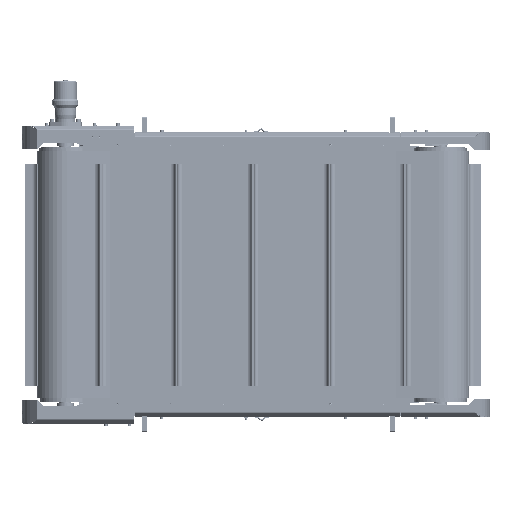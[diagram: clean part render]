
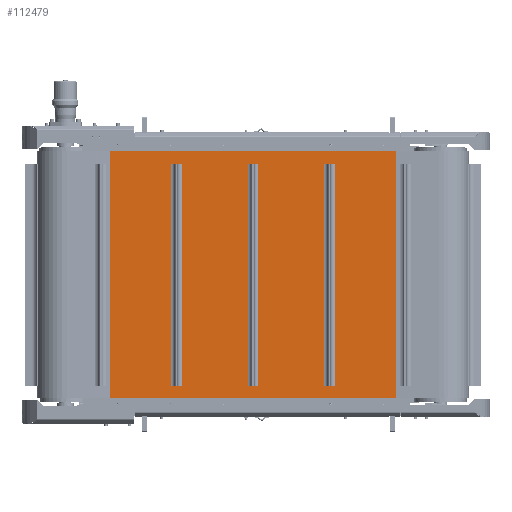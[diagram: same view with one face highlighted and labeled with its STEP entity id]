
A CAD part, left-side view. The second image highlights one B-rep face of the part: STEP entity #112479.
In plain terms, the highlighted planar face has unit normal (-1, 0, 0).
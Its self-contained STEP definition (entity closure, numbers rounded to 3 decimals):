
#1829=FACE_BOUND('',#20574,.T.);
#1830=FACE_BOUND('',#20575,.T.);
#1831=FACE_BOUND('',#20576,.T.);
#6525=PLANE('',#121919);
#13679=FACE_OUTER_BOUND('',#20573,.T.);
#20573=EDGE_LOOP('',(#97172,#97173,#97174,#97175));
#20574=EDGE_LOOP('',(#97176,#97177,#97178,#97179));
#20575=EDGE_LOOP('',(#97180,#97181,#97182,#97183));
#20576=EDGE_LOOP('',(#97184,#97185,#97186,#97187));
#29746=LINE('',#191266,#39210);
#29750=LINE('',#191274,#39214);
#29763=LINE('',#191308,#39227);
#29765=LINE('',#191311,#39229);
#29766=LINE('',#191315,#39230);
#29770=LINE('',#191323,#39234);
#29783=LINE('',#191357,#39247);
#29785=LINE('',#191360,#39249);
#29786=LINE('',#191364,#39250);
#29790=LINE('',#191372,#39254);
#29803=LINE('',#191406,#39267);
#29805=LINE('',#191409,#39269);
#29978=LINE('',#191835,#39442);
#29984=LINE('',#191851,#39448);
#29996=LINE('',#191878,#39460);
#29997=LINE('',#191880,#39461);
#39210=VECTOR('',#148585,10.);
#39214=VECTOR('',#148591,10.);
#39227=VECTOR('',#148624,10.);
#39229=VECTOR('',#148628,10.);
#39230=VECTOR('',#148631,10.);
#39234=VECTOR('',#148637,10.);
#39247=VECTOR('',#148670,10.);
#39249=VECTOR('',#148674,10.);
#39250=VECTOR('',#148677,10.);
#39254=VECTOR('',#148683,10.);
#39267=VECTOR('',#148716,10.);
#39269=VECTOR('',#148720,10.);
#39442=VECTOR('',#149123,10.);
#39448=VECTOR('',#149135,10.);
#39460=VECTOR('',#149163,10.);
#39461=VECTOR('',#149166,10.);
#53008=VERTEX_POINT('',#191264);
#53009=VERTEX_POINT('',#191265);
#53012=VERTEX_POINT('',#191273);
#53023=VERTEX_POINT('',#191307);
#53024=VERTEX_POINT('',#191313);
#53025=VERTEX_POINT('',#191314);
#53028=VERTEX_POINT('',#191322);
#53039=VERTEX_POINT('',#191356);
#53040=VERTEX_POINT('',#191362);
#53041=VERTEX_POINT('',#191363);
#53044=VERTEX_POINT('',#191371);
#53055=VERTEX_POINT('',#191405);
#53192=VERTEX_POINT('',#191833);
#53193=VERTEX_POINT('',#191834);
#53200=VERTEX_POINT('',#191850);
#53207=VERTEX_POINT('',#191876);
#67742=EDGE_CURVE('',#53008,#53009,#29746,.T.);
#67746=EDGE_CURVE('',#53012,#53008,#29750,.T.);
#67763=EDGE_CURVE('',#53023,#53012,#29763,.T.);
#67765=EDGE_CURVE('',#53009,#53023,#29765,.T.);
#67766=EDGE_CURVE('',#53024,#53025,#29766,.T.);
#67770=EDGE_CURVE('',#53028,#53024,#29770,.T.);
#67787=EDGE_CURVE('',#53039,#53028,#29783,.T.);
#67789=EDGE_CURVE('',#53025,#53039,#29785,.T.);
#67790=EDGE_CURVE('',#53040,#53041,#29786,.T.);
#67794=EDGE_CURVE('',#53044,#53040,#29790,.T.);
#67811=EDGE_CURVE('',#53055,#53044,#29803,.T.);
#67813=EDGE_CURVE('',#53041,#53055,#29805,.T.);
#68022=EDGE_CURVE('',#53192,#53193,#29978,.T.);
#68030=EDGE_CURVE('',#53200,#53193,#29984,.T.);
#68044=EDGE_CURVE('',#53192,#53207,#29996,.T.);
#68045=EDGE_CURVE('',#53200,#53207,#29997,.T.);
#97172=ORIENTED_EDGE('',*,*,#68044,.T.);
#97173=ORIENTED_EDGE('',*,*,#68045,.F.);
#97174=ORIENTED_EDGE('',*,*,#68030,.T.);
#97175=ORIENTED_EDGE('',*,*,#68022,.F.);
#97176=ORIENTED_EDGE('',*,*,#67746,.T.);
#97177=ORIENTED_EDGE('',*,*,#67742,.T.);
#97178=ORIENTED_EDGE('',*,*,#67765,.T.);
#97179=ORIENTED_EDGE('',*,*,#67763,.T.);
#97180=ORIENTED_EDGE('',*,*,#67770,.T.);
#97181=ORIENTED_EDGE('',*,*,#67766,.T.);
#97182=ORIENTED_EDGE('',*,*,#67789,.T.);
#97183=ORIENTED_EDGE('',*,*,#67787,.T.);
#97184=ORIENTED_EDGE('',*,*,#67794,.T.);
#97185=ORIENTED_EDGE('',*,*,#67790,.T.);
#97186=ORIENTED_EDGE('',*,*,#67813,.T.);
#97187=ORIENTED_EDGE('',*,*,#67811,.T.);
#112479=ADVANCED_FACE('',(#13679,#1829,#1830,#1831),#6525,.T.);
#121919=AXIS2_PLACEMENT_3D('',#191879,#149164,#149165);
#148585=DIRECTION('',(0.,0.,1.));
#148591=DIRECTION('',(0.,1.,0.));
#148624=DIRECTION('',(0.,0.,-1.));
#148628=DIRECTION('',(0.,-1.,0.));
#148631=DIRECTION('',(0.,0.,1.));
#148637=DIRECTION('',(0.,1.,0.));
#148670=DIRECTION('',(0.,0.,-1.));
#148674=DIRECTION('',(0.,-1.,0.));
#148677=DIRECTION('',(0.,0.,1.));
#148683=DIRECTION('',(0.,1.,0.));
#148716=DIRECTION('',(0.,0.,-1.));
#148720=DIRECTION('',(0.,-1.,0.));
#149123=DIRECTION('',(0.,1.,0.));
#149135=DIRECTION('',(0.,0.,-1.));
#149163=DIRECTION('',(0.,0.,1.));
#149164=DIRECTION('center_axis',(-1.,0.,0.));
#149165=DIRECTION('ref_axis',(0.,-1.,0.));
#149166=DIRECTION('',(0.,-1.,0.));
#191264=CARTESIAN_POINT('',(-201.85,-310.232,-450.));
#191265=CARTESIAN_POINT('',(-201.85,-310.232,450.));
#191266=CARTESIAN_POINT('',(-201.85,-310.232,0.));
#191273=CARTESIAN_POINT('',(-201.85,-354.232,-450.));
#191274=CARTESIAN_POINT('',(-201.85,112.641,-450.));
#191307=CARTESIAN_POINT('',(-201.85,-354.232,450.));
#191308=CARTESIAN_POINT('',(-201.85,-354.232,0.));
#191311=CARTESIAN_POINT('',(-201.85,112.641,450.));
#191313=CARTESIAN_POINT('',(-201.85,-0.135,-450.));
#191314=CARTESIAN_POINT('',(-201.85,-0.135,450.));
#191315=CARTESIAN_POINT('',(-201.85,-0.135,0.));
#191322=CARTESIAN_POINT('',(-201.85,-44.135,-450.));
#191323=CARTESIAN_POINT('',(-201.85,267.689,-450.));
#191356=CARTESIAN_POINT('',(-201.85,-44.135,450.));
#191357=CARTESIAN_POINT('',(-201.85,-44.135,0.));
#191360=CARTESIAN_POINT('',(-201.85,267.689,450.));
#191362=CARTESIAN_POINT('',(-201.85,309.962,-450.));
#191363=CARTESIAN_POINT('',(-201.85,309.962,450.));
#191364=CARTESIAN_POINT('',(-201.85,309.962,0.));
#191371=CARTESIAN_POINT('',(-201.85,265.962,-450.));
#191372=CARTESIAN_POINT('',(-201.85,422.737,-450.));
#191405=CARTESIAN_POINT('',(-201.85,265.962,450.));
#191406=CARTESIAN_POINT('',(-201.85,265.962,0.));
#191409=CARTESIAN_POINT('',(-201.85,422.737,450.));
#191833=CARTESIAN_POINT('',(-201.85,-601.513,-500.));
#191834=CARTESIAN_POINT('',(-201.85,557.513,-500.));
#191835=CARTESIAN_POINT('',(-201.85,557.513,-500.));
#191850=CARTESIAN_POINT('',(-201.85,557.513,500.));
#191851=CARTESIAN_POINT('',(-201.85,557.513,0.));
#191876=CARTESIAN_POINT('',(-201.85,-601.513,500.));
#191878=CARTESIAN_POINT('',(-201.85,-601.513,0.));
#191879=CARTESIAN_POINT('Origin',(-201.85,557.513,0.));
#191880=CARTESIAN_POINT('',(-201.85,557.513,500.));
